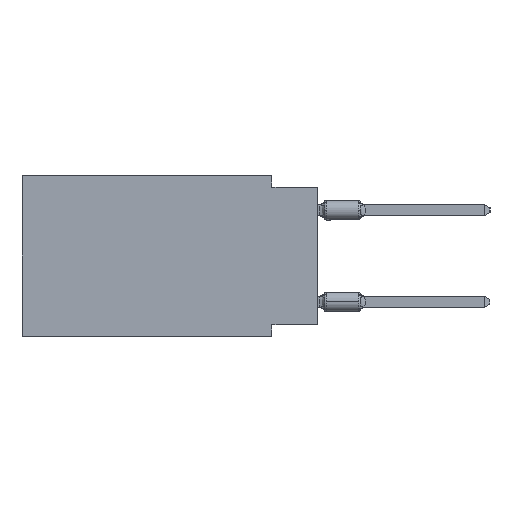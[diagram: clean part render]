
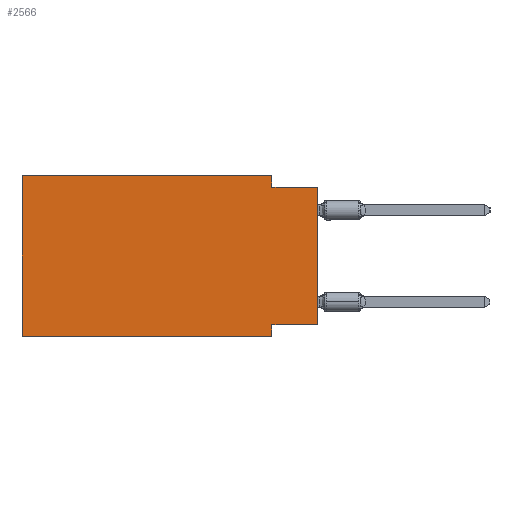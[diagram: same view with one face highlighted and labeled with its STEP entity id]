
A CAD part, left-side view. The second image highlights one B-rep face of the part: STEP entity #2566.
In plain terms, the highlighted planar face has unit normal (-1, 0, 0).
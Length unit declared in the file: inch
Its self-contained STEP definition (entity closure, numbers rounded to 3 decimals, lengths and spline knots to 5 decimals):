
#89 = EDGE_CURVE ( 'NONE', #50161, #21229, #21408, .T. ) ;
#409 = DIRECTION ( 'NONE',  ( 0., -1., 0. ) ) ;
#782 = VECTOR ( 'NONE', #32800, 39.37008 ) ;
#817 = ORIENTED_EDGE ( 'NONE', *, *, #56991, .F. ) ;
#994 = EDGE_CURVE ( 'NONE', #1299, #15498, #39133, .T. ) ;
#1299 = VERTEX_POINT ( 'NONE', #34668 ) ;
#2059 = VECTOR ( 'NONE', #15538, 39.37008 ) ;
#2566 = ADVANCED_FACE ( 'NONE', ( #12663 ), #16782, .F. ) ;
#4297 = CARTESIAN_POINT ( 'NONE',  ( 0., 0.645, 0. ) ) ;
#4654 = LINE ( 'NONE', #43916, #43805 ) ;
#6268 = EDGE_CURVE ( 'NONE', #28843, #45216, #29909, .T. ) ;
#7128 = DIRECTION ( 'NONE',  ( 0., 0., -1. ) ) ;
#7317 = VERTEX_POINT ( 'NONE', #42794 ) ;
#7632 = EDGE_CURVE ( 'NONE', #21229, #15498, #24307, .T. ) ;
#8182 = DIRECTION ( 'NONE',  ( 0., 0., 1. ) ) ;
#9078 = CARTESIAN_POINT ( 'NONE',  ( 0., 0., -0.325 ) ) ;
#9519 = CARTESIAN_POINT ( 'NONE',  ( 0., 0., 0. ) ) ;
#10815 = VECTOR ( 'NONE', #26090, 39.37008 ) ;
#12663 = FACE_OUTER_BOUND ( 'NONE', #42584, .T. ) ;
#14895 = CARTESIAN_POINT ( 'NONE',  ( 0., 0.1, -0.35 ) ) ;
#15464 = VECTOR ( 'NONE', #21835, 39.37008 ) ;
#15498 = VERTEX_POINT ( 'NONE', #55576 ) ;
#15538 = DIRECTION ( 'NONE',  ( 0., 0., -1. ) ) ;
#16706 = CARTESIAN_POINT ( 'NONE',  ( 0., 0.1, 0. ) ) ;
#16782 = PLANE ( 'NONE',  #53918 ) ;
#17678 = CARTESIAN_POINT ( 'NONE',  ( 0., 0., -0.325 ) ) ;
#17940 = ORIENTED_EDGE ( 'NONE', *, *, #40628, .F. ) ;
#18055 = VERTEX_POINT ( 'NONE', #4297 ) ;
#20849 = CARTESIAN_POINT ( 'NONE',  ( 0., 0.645, 0. ) ) ;
#21072 = ORIENTED_EDGE ( 'NONE', *, *, #57821, .F. ) ;
#21229 = VERTEX_POINT ( 'NONE', #56724 ) ;
#21408 = LINE ( 'NONE', #9078, #10815 ) ;
#21776 = CARTESIAN_POINT ( 'NONE',  ( 0., 0.645, 0. ) ) ;
#21835 = DIRECTION ( 'NONE',  ( 0., -1., 0. ) ) ;
#22392 = CARTESIAN_POINT ( 'NONE',  ( 0., 0., -0.025 ) ) ;
#23389 = CARTESIAN_POINT ( 'NONE',  ( 0., 0.1, -0.025 ) ) ;
#24307 = LINE ( 'NONE', #14895, #782 ) ;
#26090 = DIRECTION ( 'NONE',  ( 0., 1., 0. ) ) ;
#28843 = VERTEX_POINT ( 'NONE', #56483 ) ;
#29909 = LINE ( 'NONE', #16706, #2059 ) ;
#31805 = LINE ( 'NONE', #9519, #35173 ) ;
#32329 = ORIENTED_EDGE ( 'NONE', *, *, #994, .T. ) ;
#32800 = DIRECTION ( 'NONE',  ( 0., 0., -1. ) ) ;
#34385 = DIRECTION ( 'NONE',  ( 1., 0., 0. ) ) ;
#34622 = DIRECTION ( 'NONE',  ( 0., -1., 0. ) ) ;
#34668 = CARTESIAN_POINT ( 'NONE',  ( 0., 0.645, -0.35 ) ) ;
#35173 = VECTOR ( 'NONE', #35323, 39.37008 ) ;
#35323 = DIRECTION ( 'NONE',  ( 0., 0., 1. ) ) ;
#36392 = ORIENTED_EDGE ( 'NONE', *, *, #6268, .F. ) ;
#38436 = ORIENTED_EDGE ( 'NONE', *, *, #7632, .F. ) ;
#39133 = LINE ( 'NONE', #43794, #15464 ) ;
#40628 = EDGE_CURVE ( 'NONE', #18055, #28843, #52716, .T. ) ;
#40980 = VECTOR ( 'NONE', #409, 39.37008 ) ;
#42584 = EDGE_LOOP ( 'NONE', ( #43712, #817, #36392, #17940, #21072, #32329, #38436, #51451 ) ) ;
#42794 = CARTESIAN_POINT ( 'NONE',  ( 0., 0., -0.025 ) ) ;
#43712 = ORIENTED_EDGE ( 'NONE', *, *, #53274, .T. ) ;
#43794 = CARTESIAN_POINT ( 'NONE',  ( 0., 0.645, -0.35 ) ) ;
#43805 = VECTOR ( 'NONE', #8182, 39.37008 ) ;
#43916 = CARTESIAN_POINT ( 'NONE',  ( 0., 0.645, 0. ) ) ;
#44054 = LINE ( 'NONE', #22392, #40980 ) ;
#45216 = VERTEX_POINT ( 'NONE', #23389 ) ;
#48711 = VECTOR ( 'NONE', #34622, 39.37008 ) ;
#50161 = VERTEX_POINT ( 'NONE', #17678 ) ;
#51451 = ORIENTED_EDGE ( 'NONE', *, *, #89, .F. ) ;
#52716 = LINE ( 'NONE', #20849, #48711 ) ;
#53274 = EDGE_CURVE ( 'NONE', #50161, #7317, #31805, .T. ) ;
#53918 = AXIS2_PLACEMENT_3D ( 'NONE', #21776, #34385, #7128 ) ;
#55576 = CARTESIAN_POINT ( 'NONE',  ( 0., 0.1, -0.35 ) ) ;
#56483 = CARTESIAN_POINT ( 'NONE',  ( 0., 0.1, 0. ) ) ;
#56724 = CARTESIAN_POINT ( 'NONE',  ( 0., 0.1, -0.325 ) ) ;
#56991 = EDGE_CURVE ( 'NONE', #45216, #7317, #44054, .T. ) ;
#57821 = EDGE_CURVE ( 'NONE', #1299, #18055, #4654, .T. ) ;
